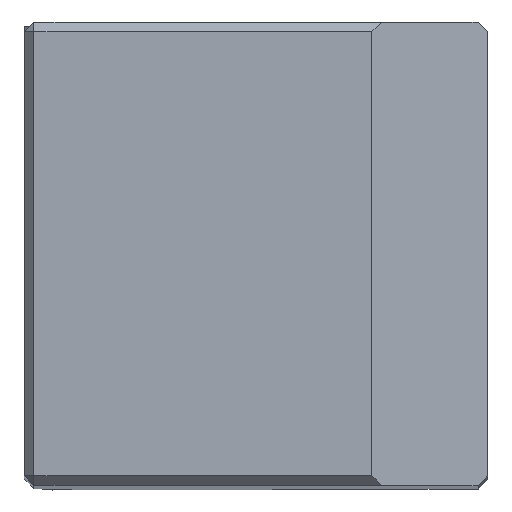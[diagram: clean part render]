
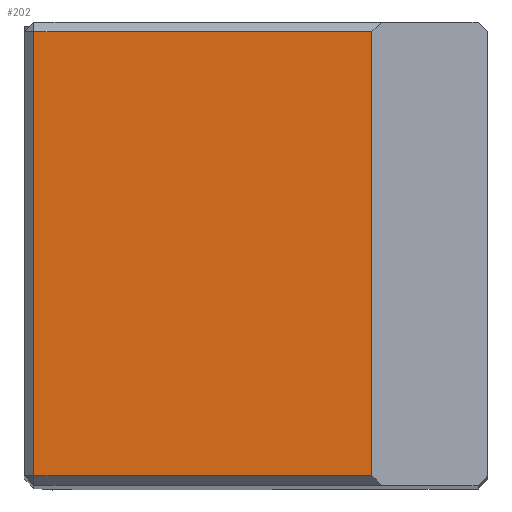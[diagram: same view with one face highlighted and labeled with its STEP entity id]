
A CAD part, top view. The second image highlights one B-rep face of the part: STEP entity #202.
In plain terms, the highlighted planar face has unit normal (0, 0, 1).
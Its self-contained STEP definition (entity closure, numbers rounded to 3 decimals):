
#148=FACE_OUTER_BOUND('',#510,.T.);
#202=ADVANCED_FACE('',(#148),#244,.T.);
#244=PLANE('',#1214);
#341=LINE('',#1845,#440);
#342=LINE('',#1848,#441);
#343=LINE('',#1850,#442);
#344=LINE('',#1852,#443);
#440=VECTOR('',#1474,1.);
#441=VECTOR('',#1475,1.);
#442=VECTOR('',#1476,1.);
#443=VECTOR('',#1477,1.);
#510=EDGE_LOOP('',(#694,#695,#696,#697));
#694=ORIENTED_EDGE('',*,*,#1007,.F.);
#695=ORIENTED_EDGE('',*,*,#1008,.T.);
#696=ORIENTED_EDGE('',*,*,#1009,.T.);
#697=ORIENTED_EDGE('',*,*,#1010,.T.);
#890=VERTEX_POINT('',#1846);
#891=VERTEX_POINT('',#1847);
#892=VERTEX_POINT('',#1849);
#893=VERTEX_POINT('',#1851);
#1007=EDGE_CURVE('',#890,#891,#341,.T.);
#1008=EDGE_CURVE('',#890,#892,#342,.T.);
#1009=EDGE_CURVE('',#892,#893,#343,.T.);
#1010=EDGE_CURVE('',#893,#891,#344,.T.);
#1214=AXIS2_PLACEMENT_3D('',#1853,#1478,#1479);
#1474=DIRECTION('',(0.,-1.,0.));
#1475=DIRECTION('',(-1.,0.,0.));
#1476=DIRECTION('',(0.,-1.,0.));
#1477=DIRECTION('',(1.,0.,0.));
#1478=DIRECTION('',(0.,0.,1.));
#1479=DIRECTION('',(0.,-1.,0.));
#1845=CARTESIAN_POINT('',(9.005,0.,0.));
#1846=CARTESIAN_POINT('',(9.005,11.75,0.));
#1847=CARTESIAN_POINT('',(9.005,0.25,0.));
#1848=CARTESIAN_POINT('',(6.005,11.75,0.));
#1849=CARTESIAN_POINT('',(0.255,11.75,0.));
#1850=CARTESIAN_POINT('',(0.255,0.,0.));
#1851=CARTESIAN_POINT('',(0.255,0.25,0.));
#1852=CARTESIAN_POINT('',(6.005,0.25,0.));
#1853=CARTESIAN_POINT('',(6.005,0.,0.));
